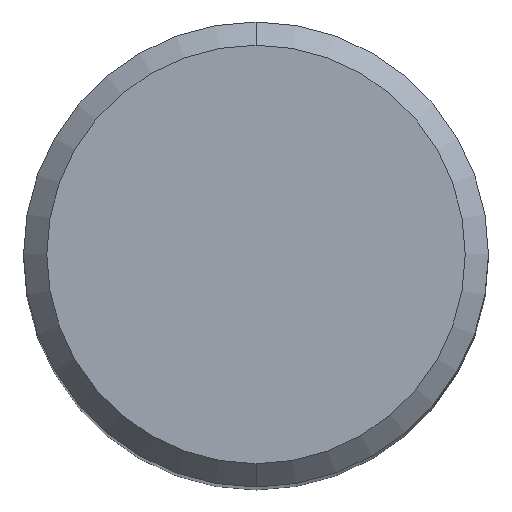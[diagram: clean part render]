
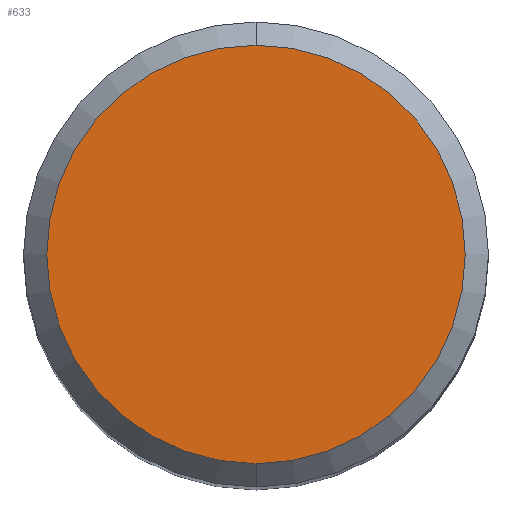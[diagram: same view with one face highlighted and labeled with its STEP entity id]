
A CAD part, top view. The second image highlights one B-rep face of the part: STEP entity #633.
In plain terms, the highlighted planar face has unit normal (0, 0, 1).
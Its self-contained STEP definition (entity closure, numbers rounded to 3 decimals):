
#373=EDGE_CURVE('',#619,#563,#987,.T.);
#547=EDGE_CURVE('',#563,#619,#1178,.T.);
#563=VERTEX_POINT('',#1195);
#619=VERTEX_POINT('',#1256);
#633=ADVANCED_FACE('',(#1272),#1273,.T.);
#987=CIRCLE('',#1776,5.4);
#1178=CIRCLE('',#2942,5.4);
#1195=CARTESIAN_POINT('',(0.,-5.4,0.0));
#1256=CARTESIAN_POINT('',(0.0,5.4,0.0));
#1272=FACE_OUTER_BOUND('',#3282,.T.);
#1273=PLANE('',#3283);
#1776=AXIS2_PLACEMENT_3D('',#7744,#7745,#7746);
#2942=AXIS2_PLACEMENT_3D('',#7957,#7958,#7959);
#3282=EDGE_LOOP('',(#8048,#8049));
#3283=AXIS2_PLACEMENT_3D('',#8050,#8051,#8052);
#7744=CARTESIAN_POINT('',(0.0,0.0,0.0));
#7745=DIRECTION('',(0.0,0.0,-1.0));
#7746=DIRECTION('',(0.0,1.0,0.0));
#7957=CARTESIAN_POINT('',(0.0,0.0,0.0));
#7958=DIRECTION('',(0.0,0.0,-1.0));
#7959=DIRECTION('',(0.0,1.0,0.0));
#8048=ORIENTED_EDGE('',*,*,#373,.F.);
#8049=ORIENTED_EDGE('',*,*,#547,.F.);
#8050=CARTESIAN_POINT('',(0.0,2.7,0.0));
#8051=DIRECTION('',(-0.0,0.0,1.0));
#8052=DIRECTION('',(0.0,-1.0,0.0));
